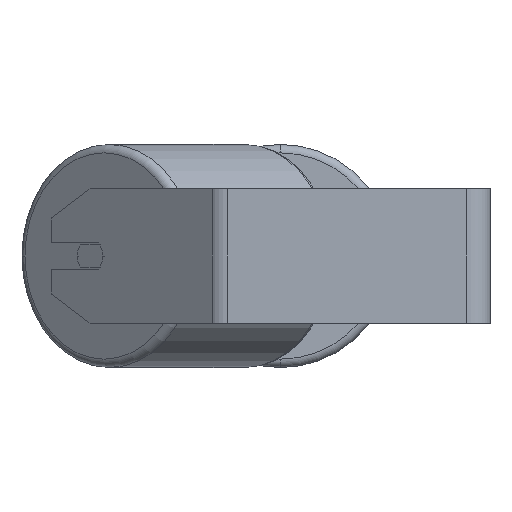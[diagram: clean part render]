
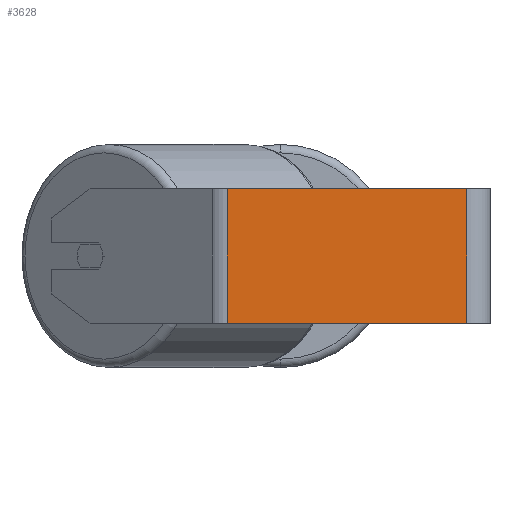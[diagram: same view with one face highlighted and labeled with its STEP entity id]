
A CAD part, left-side view. The second image highlights one B-rep face of the part: STEP entity #3628.
In plain terms, the highlighted planar face has unit normal (-1, 0, 0).
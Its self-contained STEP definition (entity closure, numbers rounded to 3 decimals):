
#152 = VECTOR ( 'NONE', #2846, 1000. ) ;
#248 = EDGE_CURVE ( 'NONE', #605, #1471, #1353, .T. ) ;
#292 = CARTESIAN_POINT ( 'NONE',  ( -295., 14., -40. ) ) ;
#369 = EDGE_CURVE ( 'NONE', #605, #2745, #2968, .T. ) ;
#590 = EDGE_LOOP ( 'NONE', ( #3131, #6128, #5101, #3800 ) ) ;
#605 = VERTEX_POINT ( 'NONE', #5221 ) ;
#746 = CARTESIAN_POINT ( 'NONE',  ( -295., 14., 40. ) ) ;
#929 = EDGE_CURVE ( 'NONE', #2745, #6239, #2016, .T. ) ;
#1353 = LINE ( 'NONE', #3950, #2746 ) ;
#1471 = VERTEX_POINT ( 'NONE', #5951 ) ;
#1921 = DIRECTION ( 'NONE',  ( 0., 0., -1. ) ) ;
#2016 = LINE ( 'NONE', #746, #3706 ) ;
#2232 = PLANE ( 'NONE',  #6710 ) ;
#2745 = VERTEX_POINT ( 'NONE', #5943 ) ;
#2746 = VECTOR ( 'NONE', #5907, 1000. ) ;
#2781 = DIRECTION ( 'NONE',  ( 0., -1., 0. ) ) ;
#2846 = DIRECTION ( 'NONE',  ( 0., -1., 0. ) ) ;
#2968 = LINE ( 'NONE', #5401, #152 ) ;
#3131 = ORIENTED_EDGE ( 'NONE', *, *, #6150, .T. ) ;
#3587 = CARTESIAN_POINT ( 'NONE',  ( -295., 161.83, 40. ) ) ;
#3628 = ADVANCED_FACE ( 'NONE', ( #6806 ), #2232, .F. ) ;
#3706 = VECTOR ( 'NONE', #1921, 1000. ) ;
#3800 = ORIENTED_EDGE ( 'NONE', *, *, #248, .T. ) ;
#3950 = CARTESIAN_POINT ( 'NONE',  ( -295., 156.735, 40. ) ) ;
#4688 = CARTESIAN_POINT ( 'NONE',  ( -295., 161.83, -40. ) ) ;
#4771 = DIRECTION ( 'NONE',  ( 1., 0., 0. ) ) ;
#5101 = ORIENTED_EDGE ( 'NONE', *, *, #369, .F. ) ;
#5221 = CARTESIAN_POINT ( 'NONE',  ( -295., 156.735, 40. ) ) ;
#5401 = CARTESIAN_POINT ( 'NONE',  ( -295., 161.83, 40. ) ) ;
#5907 = DIRECTION ( 'NONE',  ( 0., 0., -1. ) ) ;
#5943 = CARTESIAN_POINT ( 'NONE',  ( -295., 14., 40. ) ) ;
#5951 = CARTESIAN_POINT ( 'NONE',  ( -295., 156.735, -40. ) ) ;
#6128 = ORIENTED_EDGE ( 'NONE', *, *, #929, .F. ) ;
#6150 = EDGE_CURVE ( 'NONE', #1471, #6239, #6597, .T. ) ;
#6239 = VERTEX_POINT ( 'NONE', #292 ) ;
#6597 = LINE ( 'NONE', #4688, #6981 ) ;
#6710 = AXIS2_PLACEMENT_3D ( 'NONE', #3587, #4771, #6738 ) ;
#6738 = DIRECTION ( 'NONE',  ( 0., 0., -1. ) ) ;
#6806 = FACE_OUTER_BOUND ( 'NONE', #590, .T. ) ;
#6981 = VECTOR ( 'NONE', #2781, 1000. ) ;
